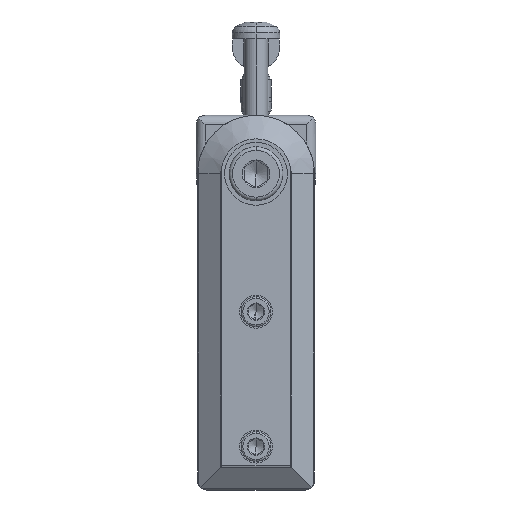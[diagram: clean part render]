
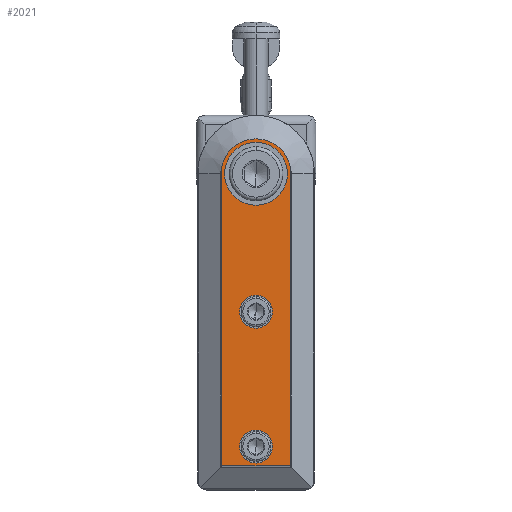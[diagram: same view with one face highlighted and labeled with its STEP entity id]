
A CAD part, left-side view. The second image highlights one B-rep face of the part: STEP entity #2021.
In plain terms, the highlighted planar face has unit normal (-1, 0, 0).
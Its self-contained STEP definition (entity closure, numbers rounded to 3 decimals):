
#2021=ADVANCED_FACE('',(#5145,#5146,#5147,#5148),#5149,.T.);
#5145=FACE_BOUND('',#9402,.T.);
#5146=FACE_BOUND('',#9403,.T.);
#5147=FACE_BOUND('',#9404,.T.);
#5148=FACE_OUTER_BOUND('',#9405,.T.);
#5149=PLANE('',#9406);
#9402=EDGE_LOOP('',(#15495,#15496));
#9403=EDGE_LOOP('',(#15497,#15498));
#9404=EDGE_LOOP('',(#15499,#15500));
#9405=EDGE_LOOP('',(#15501,#15502,#15503,#15504));
#9406=AXIS2_PLACEMENT_3D('',#15505,#15506,#15507);
#15495=ORIENTED_EDGE('',*,*,#26419,.T.);
#15496=ORIENTED_EDGE('',*,*,#27193,.T.);
#15497=ORIENTED_EDGE('',*,*,#26404,.T.);
#15498=ORIENTED_EDGE('',*,*,#27202,.T.);
#15499=ORIENTED_EDGE('',*,*,#26399,.T.);
#15500=ORIENTED_EDGE('',*,*,#27206,.T.);
#15501=ORIENTED_EDGE('',*,*,#27258,.F.);
#15502=ORIENTED_EDGE('',*,*,#27256,.T.);
#15503=ORIENTED_EDGE('',*,*,#27259,.T.);
#15504=ORIENTED_EDGE('',*,*,#27260,.T.);
#15505=CARTESIAN_POINT('',(-52.0,0.,-46.775));
#15506=DIRECTION('',(-1.0,0.0,0.0));
#15507=DIRECTION('',(0.0,-1.0,0.0));
#26399=EDGE_CURVE('',#31905,#31909,#31911,.T.);
#26404=EDGE_CURVE('',#31914,#31918,#31920,.T.);
#26419=EDGE_CURVE('',#31941,#31945,#31947,.T.);
#27193=EDGE_CURVE('',#31945,#31941,#33090,.T.);
#27202=EDGE_CURVE('',#31918,#31914,#33099,.T.);
#27206=EDGE_CURVE('',#31909,#31905,#33103,.T.);
#27256=EDGE_CURVE('',#33178,#33180,#33182,.T.);
#27258=EDGE_CURVE('',#33178,#33184,#33185,.T.);
#27259=EDGE_CURVE('',#33180,#33186,#33187,.T.);
#27260=EDGE_CURVE('',#33186,#33184,#33188,.T.);
#31905=VERTEX_POINT('',#40002);
#31909=VERTEX_POINT('',#40007);
#31911=CIRCLE('',#40010,5.5);
#31914=VERTEX_POINT('',#40013);
#31918=VERTEX_POINT('',#40018);
#31920=CIRCLE('',#40021,5.5);
#31941=VERTEX_POINT('',#40046);
#31945=VERTEX_POINT('',#40051);
#31947=CIRCLE('',#40054,10.5);
#33090=CIRCLE('',#42050,10.5);
#33099=CIRCLE('',#42059,5.5);
#33103=CIRCLE('',#42063,5.5);
#33178=VERTEX_POINT('',#42208);
#33180=VERTEX_POINT('',#42210);
#33182=LINE('',#42212,#42213);
#33184=VERTEX_POINT('',#42215);
#33185=LINE('',#42216,#42217);
#33186=VERTEX_POINT('',#42218);
#33187=LINE('',#42219,#42220);
#33188=CIRCLE('',#42221,11.645);
#40002=CARTESIAN_POINT('',(-52.0,0.0,-40.5));
#40007=CARTESIAN_POINT('',(-52.0,0.,-51.5));
#40010=AXIS2_PLACEMENT_3D('',#51846,#51847,#51848);
#40013=CARTESIAN_POINT('',(-52.0,0.0,-85.5));
#40018=CARTESIAN_POINT('',(-52.0,0.,-96.5));
#40021=AXIS2_PLACEMENT_3D('',#51854,#51855,#51856);
#40046=CARTESIAN_POINT('',(-52.0,0.0,10.5));
#40051=CARTESIAN_POINT('',(-52.0,0.,-10.5));
#40054=AXIS2_PLACEMENT_3D('',#51878,#51879,#51880);
#42050=AXIS2_PLACEMENT_3D('',#52913,#52914,#52915);
#42059=AXIS2_PLACEMENT_3D('',#52928,#52929,#52930);
#42063=AXIS2_PLACEMENT_3D('',#52934,#52935,#52936);
#42208=CARTESIAN_POINT('',(-52.0,11.393,-97.393));
#42210=CARTESIAN_POINT('',(-52.0,-11.393,-97.393));
#42212=CARTESIAN_POINT('',(-52.0,0.,-97.393));
#42213=VECTOR('',#52993,1.0);
#42215=CARTESIAN_POINT('',(-52.0,11.393,2.411));
#42216=CARTESIAN_POINT('',(-52.0,11.393,-46.927));
#42217=VECTOR('',#52994,1.0);
#42218=CARTESIAN_POINT('',(-52.0,-11.393,2.411));
#42219=CARTESIAN_POINT('',(-52.0,-11.393,-46.927));
#42220=VECTOR('',#52995,1.0);
#42221=AXIS2_PLACEMENT_3D('',#52996,#52997,#52998);
#51846=CARTESIAN_POINT('',(-52.0,0.0,-46.0));
#51847=DIRECTION('',(1.0,0.0,-0.0));
#51848=DIRECTION('',(0.0,0.0,1.0));
#51854=CARTESIAN_POINT('',(-52.0,0.0,-91.0));
#51855=DIRECTION('',(1.0,0.0,-0.0));
#51856=DIRECTION('',(0.0,0.0,1.0));
#51878=CARTESIAN_POINT('',(-52.0,0.0,0.0));
#51879=DIRECTION('',(1.0,0.0,-0.0));
#51880=DIRECTION('',(0.0,0.0,1.0));
#52913=CARTESIAN_POINT('',(-52.0,0.0,0.0));
#52914=DIRECTION('',(1.0,0.0,-0.0));
#52915=DIRECTION('',(0.0,0.0,1.0));
#52928=CARTESIAN_POINT('',(-52.0,0.0,-91.0));
#52929=DIRECTION('',(1.0,0.0,-0.0));
#52930=DIRECTION('',(0.0,0.0,1.0));
#52934=CARTESIAN_POINT('',(-52.0,0.0,-46.0));
#52935=DIRECTION('',(1.0,0.0,-0.0));
#52936=DIRECTION('',(0.0,0.0,1.0));
#52993=DIRECTION('',(-0.0,-1.0,0.0));
#52994=DIRECTION('',(-0.0,0.0,1.0));
#52995=DIRECTION('',(-0.0,0.0,1.0));
#52996=CARTESIAN_POINT('',(-52.0,0.0,0.0));
#52997=DIRECTION('',(-1.0,0.0,0.0));
#52998=DIRECTION('',(0.0,1.0,0.0));
